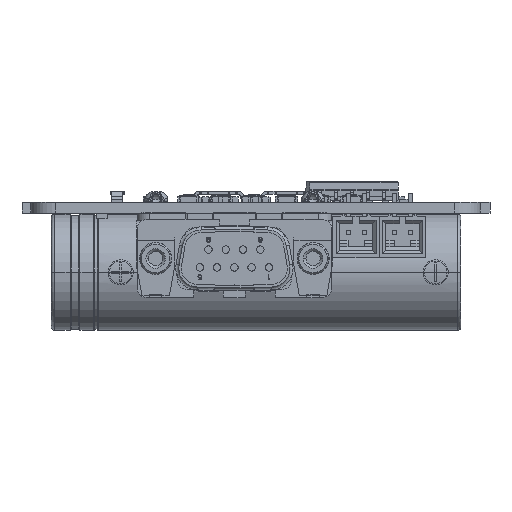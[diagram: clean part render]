
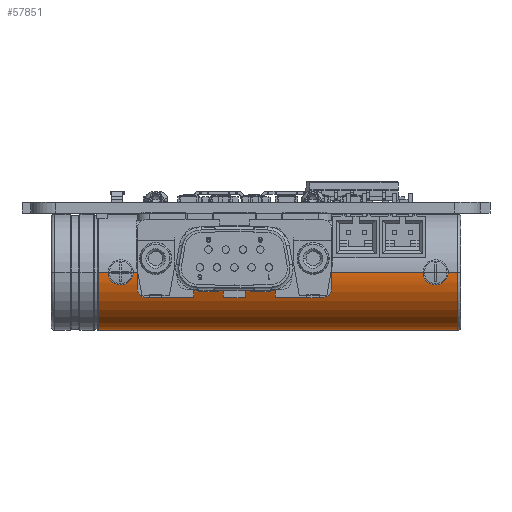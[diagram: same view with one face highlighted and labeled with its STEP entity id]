
A CAD part, left-side view. The second image highlights one B-rep face of the part: STEP entity #57851.
In plain terms, the highlighted cylindrical face has radius 9.2 mm (diameter 18.4 mm), a partial arc.
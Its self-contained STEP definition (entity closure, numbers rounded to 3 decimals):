
#57815 = EDGE_CURVE('',#57816,#57818,#57820,.T.);
#57816 = VERTEX_POINT('',#57817);
#57817 = CARTESIAN_POINT('',(-9.2,57.54,0.));
#57818 = VERTEX_POINT('',#57819);
#57819 = CARTESIAN_POINT('',(9.2,57.54,0.));
#57820 = CIRCLE('',#57821,9.2);
#57821 = AXIS2_PLACEMENT_3D('',#57822,#57823,#57824);
#57822 = CARTESIAN_POINT('',(0.,57.54,0.));
#57823 = DIRECTION('',(0.,1.,0.));
#57824 = DIRECTION('',(-1.,0.,0.));
#57851 = ADVANCED_FACE('',(#57852),#57960,.T.);
#57852 = FACE_BOUND('',#57853,.T.);
#57853 = EDGE_LOOP('',(#57854,#57865,#57873,#57906,#57914,#57947,#57953,
    #57954));
#57854 = ORIENTED_EDGE('',*,*,#57855,.T.);
#57855 = EDGE_CURVE('',#57856,#57858,#57860,.T.);
#57856 = VERTEX_POINT('',#57857);
#57857 = CARTESIAN_POINT('',(-9.2,0.5,0.));
#57858 = VERTEX_POINT('',#57859);
#57859 = CARTESIAN_POINT('',(9.2,0.5,0.));
#57860 = CIRCLE('',#57861,9.2);
#57861 = AXIS2_PLACEMENT_3D('',#57862,#57863,#57864);
#57862 = CARTESIAN_POINT('',(0.,0.5,0.));
#57863 = DIRECTION('',(0.,1.,0.));
#57864 = DIRECTION('',(-1.,0.,0.));
#57865 = ORIENTED_EDGE('',*,*,#57866,.T.);
#57866 = EDGE_CURVE('',#57858,#57867,#57869,.T.);
#57867 = VERTEX_POINT('',#57868);
#57868 = CARTESIAN_POINT('',(9.2,2.,0.));
#57869 = LINE('',#57870,#57871);
#57870 = CARTESIAN_POINT('',(9.2,0.,0.
    ));
#57871 = VECTOR('',#57872,1.);
#57872 = DIRECTION('',(0.,1.,0.));
#57873 = ORIENTED_EDGE('',*,*,#57874,.F.);
#57874 = EDGE_CURVE('',#57875,#57867,#57877,.T.);
#57875 = VERTEX_POINT('',#57876);
#57876 = CARTESIAN_POINT('',(9.2,6.,0.));
#57877 = B_SPLINE_CURVE_WITH_KNOTS('',3,(#57878,#57879,#57880,#57881,
    #57882,#57883,#57884,#57885,#57886,#57887,#57888,#57889,#57890,
    #57891,#57892,#57893,#57894,#57895,#57896,#57897,#57898,#57899,
    #57900,#57901,#57902,#57903,#57904,#57905),.UNSPECIFIED.,.F.,.F.,(4,
    2,2,2,2,2,2,2,2,2,2,2,2,4),(0.003,0.004,
    0.004,0.005,0.005,
    0.005,0.006,0.006,
    0.007,0.007,0.008,
    0.008,0.009,0.009),
  .UNSPECIFIED.);
#57878 = CARTESIAN_POINT('',(9.2,6.,0.));
#57879 = CARTESIAN_POINT('',(9.2,6.,0.131));
#57880 = CARTESIAN_POINT('',(9.197,5.987,
    0.264));
#57881 = CARTESIAN_POINT('',(9.186,5.935,
    0.521));
#57882 = CARTESIAN_POINT('',(9.178,5.898,
    0.645));
#57883 = CARTESIAN_POINT('',(9.148,5.746,1.009
    ));
#57884 = CARTESIAN_POINT('',(9.119,5.599,
    1.229));
#57885 = CARTESIAN_POINT('',(9.076,5.321,
    1.508));
#57886 = CARTESIAN_POINT('',(9.062,5.22,1.59
    ));
#57887 = CARTESIAN_POINT('',(9.035,5.004,
    1.735));
#57888 = CARTESIAN_POINT('',(9.023,4.887,1.797
    ));
#57889 = CARTESIAN_POINT('',(9.002,4.645,
    1.898));
#57890 = CARTESIAN_POINT('',(8.994,4.52,1.936
    ));
#57891 = CARTESIAN_POINT('',(8.983,4.263,
    1.987));
#57892 = CARTESIAN_POINT('',(8.98,4.13,2.
    ));
#57893 = CARTESIAN_POINT('',(8.98,3.738,
    2.));
#57894 = CARTESIAN_POINT('',(8.992,3.474,
    1.947));
#57895 = CARTESIAN_POINT('',(9.023,3.113,
    1.797));
#57896 = CARTESIAN_POINT('',(9.035,2.996,1.735)
  );
#57897 = CARTESIAN_POINT('',(9.062,2.779,
    1.589));
#57898 = CARTESIAN_POINT('',(9.076,2.678,
    1.507));
#57899 = CARTESIAN_POINT('',(9.105,2.494,
    1.322));
#57900 = CARTESIAN_POINT('',(9.119,2.41,
    1.22));
#57901 = CARTESIAN_POINT('',(9.146,2.265,
    1.003));
#57902 = CARTESIAN_POINT('',(9.158,2.203,0.889
    ));
#57903 = CARTESIAN_POINT('',(9.188,2.052,0.524
    ));
#57904 = CARTESIAN_POINT('',(9.2,2.,0.264));
#57905 = CARTESIAN_POINT('',(9.2,2.,0.));
#57906 = ORIENTED_EDGE('',*,*,#57907,.T.);
#57907 = EDGE_CURVE('',#57875,#57908,#57910,.T.);
#57908 = VERTEX_POINT('',#57909);
#57909 = CARTESIAN_POINT('',(9.2,52.,0.));
#57910 = LINE('',#57911,#57912);
#57911 = CARTESIAN_POINT('',(9.2,0.,0.
    ));
#57912 = VECTOR('',#57913,1.);
#57913 = DIRECTION('',(0.,1.,0.));
#57914 = ORIENTED_EDGE('',*,*,#57915,.F.);
#57915 = EDGE_CURVE('',#57916,#57908,#57918,.T.);
#57916 = VERTEX_POINT('',#57917);
#57917 = CARTESIAN_POINT('',(9.2,56.,0.));
#57918 = B_SPLINE_CURVE_WITH_KNOTS('',3,(#57919,#57920,#57921,#57922,
    #57923,#57924,#57925,#57926,#57927,#57928,#57929,#57930,#57931,
    #57932,#57933,#57934,#57935,#57936,#57937,#57938,#57939,#57940,
    #57941,#57942,#57943,#57944,#57945,#57946),.UNSPECIFIED.,.F.,.F.,(4,
    2,2,2,2,2,2,2,2,2,2,2,2,4),(0.003,0.004,
    0.004,0.005,0.005,
    0.005,0.006,0.006,
    0.007,0.007,0.008,
    0.008,0.009,0.009),
  .UNSPECIFIED.);
#57919 = CARTESIAN_POINT('',(9.2,56.,0.));
#57920 = CARTESIAN_POINT('',(9.2,56.,0.131));
#57921 = CARTESIAN_POINT('',(9.197,55.987,
    0.264));
#57922 = CARTESIAN_POINT('',(9.186,55.935,
    0.521));
#57923 = CARTESIAN_POINT('',(9.178,55.898,
    0.645));
#57924 = CARTESIAN_POINT('',(9.148,55.746,
    1.009));
#57925 = CARTESIAN_POINT('',(9.119,55.599,
    1.229));
#57926 = CARTESIAN_POINT('',(9.076,55.321,
    1.508));
#57927 = CARTESIAN_POINT('',(9.062,55.22,
    1.59));
#57928 = CARTESIAN_POINT('',(9.035,55.004,
    1.735));
#57929 = CARTESIAN_POINT('',(9.023,54.887,
    1.797));
#57930 = CARTESIAN_POINT('',(9.002,54.645,
    1.898));
#57931 = CARTESIAN_POINT('',(8.994,54.52,
    1.936));
#57932 = CARTESIAN_POINT('',(8.983,54.263,
    1.987));
#57933 = CARTESIAN_POINT('',(8.98,54.13,
    2.));
#57934 = CARTESIAN_POINT('',(8.98,53.738,
    2.));
#57935 = CARTESIAN_POINT('',(8.992,53.474,
    1.947));
#57936 = CARTESIAN_POINT('',(9.023,53.113,
    1.797));
#57937 = CARTESIAN_POINT('',(9.035,52.996,1.735)
  );
#57938 = CARTESIAN_POINT('',(9.062,52.779,
    1.589));
#57939 = CARTESIAN_POINT('',(9.076,52.678,
    1.507));
#57940 = CARTESIAN_POINT('',(9.105,52.494,
    1.322));
#57941 = CARTESIAN_POINT('',(9.119,52.41,
    1.22));
#57942 = CARTESIAN_POINT('',(9.146,52.265,
    1.003));
#57943 = CARTESIAN_POINT('',(9.158,52.203,
    0.889));
#57944 = CARTESIAN_POINT('',(9.188,52.052,
    0.524));
#57945 = CARTESIAN_POINT('',(9.2,52.,0.264));
#57946 = CARTESIAN_POINT('',(9.2,52.,0.));
#57947 = ORIENTED_EDGE('',*,*,#57948,.T.);
#57948 = EDGE_CURVE('',#57916,#57818,#57949,.T.);
#57949 = LINE('',#57950,#57951);
#57950 = CARTESIAN_POINT('',(9.2,0.,0.
    ));
#57951 = VECTOR('',#57952,1.);
#57952 = DIRECTION('',(0.,1.,0.));
#57953 = ORIENTED_EDGE('',*,*,#57815,.F.);
#57954 = ORIENTED_EDGE('',*,*,#57955,.F.);
#57955 = EDGE_CURVE('',#57856,#57816,#57956,.T.);
#57956 = LINE('',#57957,#57958);
#57957 = CARTESIAN_POINT('',(-9.2,0.,0.));
#57958 = VECTOR('',#57959,1.);
#57959 = DIRECTION('',(0.,1.,0.));
#57960 = CYLINDRICAL_SURFACE('',#57961,9.2);
#57961 = AXIS2_PLACEMENT_3D('',#57962,#57963,#57964);
#57962 = CARTESIAN_POINT('',(0.,0.,0.));
#57963 = DIRECTION('',(0.,1.,0.));
#57964 = DIRECTION('',(-1.,0.,0.));
